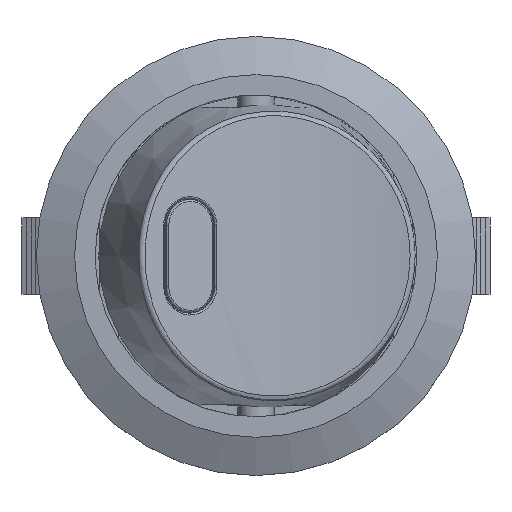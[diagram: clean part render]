
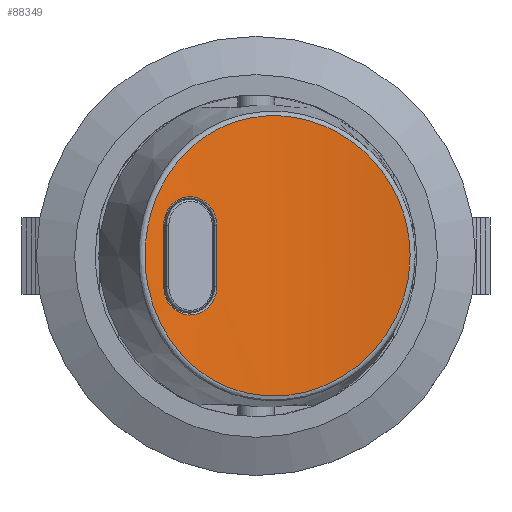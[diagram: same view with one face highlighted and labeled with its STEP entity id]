
A CAD part, top view. The second image highlights one B-rep face of the part: STEP entity #88349.
In plain terms, the highlighted cylindrical face has radius 27.555 mm (diameter 55.109 mm), a partial arc.
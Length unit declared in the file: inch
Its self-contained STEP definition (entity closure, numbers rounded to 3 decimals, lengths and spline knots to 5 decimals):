
#88056=CARTESIAN_POINT('',(-0.08064,0.06299,0.15288));
#88057=VERTEX_POINT('',#88056);
#88065=CARTESIAN_POINT('',(-0.19024,0.06299,0.19616));
#88066=VERTEX_POINT('',#88065);
#88067=CARTESIAN_POINT('',(-0.08064,0.06299,0.15288));
#88068=CARTESIAN_POINT('',(-0.08064,0.07179,0.15288));
#88069=CARTESIAN_POINT('',(-0.08452,0.0896,0.15417));
#88070=CARTESIAN_POINT('',(-0.10059,0.11076,0.15968));
#88071=CARTESIAN_POINT('',(-0.12357,0.12253,0.16809));
#88072=CARTESIAN_POINT('',(-0.14871,0.1225,0.17802));
#88073=CARTESIAN_POINT('',(-0.17119,0.11075,0.18756));
#88074=CARTESIAN_POINT('',(-0.18661,0.08945,0.19448));
#88075=CARTESIAN_POINT('',(-0.19024,0.07179,0.19616));
#88076=CARTESIAN_POINT('',(-0.19024,0.06299,0.19616));
#88077=B_SPLINE_CURVE_WITH_KNOTS('',3,(#88067,#88068,#88069,#88070,#88071,#88072,#88073,#88074,#88075,#88076),.UNSPECIFIED.,.F.,.U.,(4,1,1,1,1,1,1,4),(-0.4695,-0.40243,-0.33536,-0.26828,-0.20121,-0.13414,-0.06707,0.0),.UNSPECIFIED.);
#88078=EDGE_CURVE('',#88057,#88066,#88077,.T.);
#88118=CARTESIAN_POINT('',(-0.08064,-0.06299,0.15288));
#88119=VERTEX_POINT('',#88118);
#88127=CARTESIAN_POINT('',(-0.08064,-0.06299,0.15288));
#88128=DIRECTION('',(0.0,1.0,0.0));
#88129=VECTOR('',#88128,0.12598);
#88130=LINE('',#88127,#88129);
#88131=EDGE_CURVE('',#88119,#88057,#88130,.T.);
#88196=CARTESIAN_POINT('',(-0.19024,-0.06299,0.19616));
#88197=VERTEX_POINT('',#88196);
#88205=CARTESIAN_POINT('',(-0.19024,-0.06299,0.19616));
#88206=CARTESIAN_POINT('',(-0.19024,-0.07179,0.19616));
#88207=CARTESIAN_POINT('',(-0.18662,-0.08944,0.19449));
#88208=CARTESIAN_POINT('',(-0.17118,-0.11075,0.18756));
#88209=CARTESIAN_POINT('',(-0.14868,-0.12253,0.178));
#88210=CARTESIAN_POINT('',(-0.12353,-0.12251,0.16807));
#88211=CARTESIAN_POINT('',(-0.1006,-0.1108,0.15968));
#88212=CARTESIAN_POINT('',(-0.08451,-0.08956,0.15416));
#88213=CARTESIAN_POINT('',(-0.08064,-0.07179,0.15288));
#88214=CARTESIAN_POINT('',(-0.08064,-0.06299,0.15288));
#88215=B_SPLINE_CURVE_WITH_KNOTS('',3,(#88205,#88206,#88207,#88208,#88209,#88210,#88211,#88212,#88213,#88214),.UNSPECIFIED.,.F.,.U.,(4,1,1,1,1,1,1,4),(-0.4695,-0.40243,-0.33536,-0.26828,-0.20121,-0.13414,-0.06707,0.0),.UNSPECIFIED.);
#88216=EDGE_CURVE('',#88197,#88119,#88215,.T.);
#88241=CARTESIAN_POINT('',(-0.19024,0.06299,0.19616));
#88242=DIRECTION('',(0.0,-1.0,0.0));
#88243=VECTOR('',#88242,0.12598);
#88244=LINE('',#88241,#88243);
#88245=EDGE_CURVE('',#88066,#88197,#88244,.T.);
#88313=CARTESIAN_POINT('',(0.26238,0.31793,1.18206));
#88314=DIRECTION('',(0.0,-1.0,0.0));
#88315=DIRECTION('',(-0.061,0.0,0.998));
#88316=AXIS2_PLACEMENT_3D('',#88313,#88314,#88315);
#88317=CYLINDRICAL_SURFACE('',#88316,1.08483);
#88318=CARTESIAN_POINT('',(0.31778,0.00017,0.09865));
#88319=VERTEX_POINT('',#88318);
#88320=CARTESIAN_POINT('',(0.31778,0.00017,0.09865));
#88321=CARTESIAN_POINT('',(0.31782,-0.0426,0.09865));
#88322=CARTESIAN_POINT('',(0.29846,-0.12819,0.09743));
#88323=CARTESIAN_POINT('',(0.21786,-0.23228,0.09654));
#88324=CARTESIAN_POINT('',(0.10058,-0.29164,0.1068));
#88325=CARTESIAN_POINT('',(-0.02726,-0.29154,0.13395));
#88326=CARTESIAN_POINT('',(-0.13826,-0.23243,0.17226));
#88327=CARTESIAN_POINT('',(-0.2035,-0.1399,0.20199));
#88328=CARTESIAN_POINT('',(-0.23742,-0.01554,0.2193));
#88329=CARTESIAN_POINT('',(-0.2201,0.11664,0.20985));
#88330=CARTESIAN_POINT('',(-0.15661,0.20625,0.18059));
#88331=CARTESIAN_POINT('',(-0.09228,0.25694,0.15636));
#88332=CARTESIAN_POINT('',(-0.01644,0.29166,0.13165));
#88333=CARTESIAN_POINT('',(0.10064,0.29149,0.10681));
#88334=CARTESIAN_POINT('',(0.21742,0.23261,0.09655));
#88335=CARTESIAN_POINT('',(0.29843,0.12839,0.09742));
#88336=CARTESIAN_POINT('',(0.31775,0.04294,0.09865));
#88337=CARTESIAN_POINT('',(0.31778,0.00017,0.09865));
#88338=B_SPLINE_CURVE_WITH_KNOTS('',3,(#88320,#88321,#88322,#88323,#88324,#88325,#88326,#88327,#88328,#88329,#88330,#88331,#88332,#88333,#88334,#88335,#88336,#88337),.UNSPECIFIED.,.T.,.U.,(4,1,1,1,1,1,1,1,1,1,1,1,1,1,1,4),(0.0,0.07142,0.14285,0.21428,0.28571,0.35714,0.42857,0.47619,0.57143,0.64285,0.66071,0.71428,0.78571,0.85714,0.92857,1.0),.UNSPECIFIED.);
#88339=EDGE_CURVE('',#88319,#88319,#88338,.T.);
#88340=ORIENTED_EDGE('',*,*,#88339,.F.);
#88341=EDGE_LOOP('',(#88340));
#88342=FACE_OUTER_BOUND('',#88341,.T.);
#88343=ORIENTED_EDGE('',*,*,#88078,.F.);
#88344=ORIENTED_EDGE('',*,*,#88131,.F.);
#88345=ORIENTED_EDGE('',*,*,#88216,.F.);
#88346=ORIENTED_EDGE('',*,*,#88245,.F.);
#88347=EDGE_LOOP('',(#88343,#88344,#88345,#88346));
#88348=FACE_BOUND('',#88347,.T.);
#88349=ADVANCED_FACE('',(#88342,#88348),#88317,.F.);
